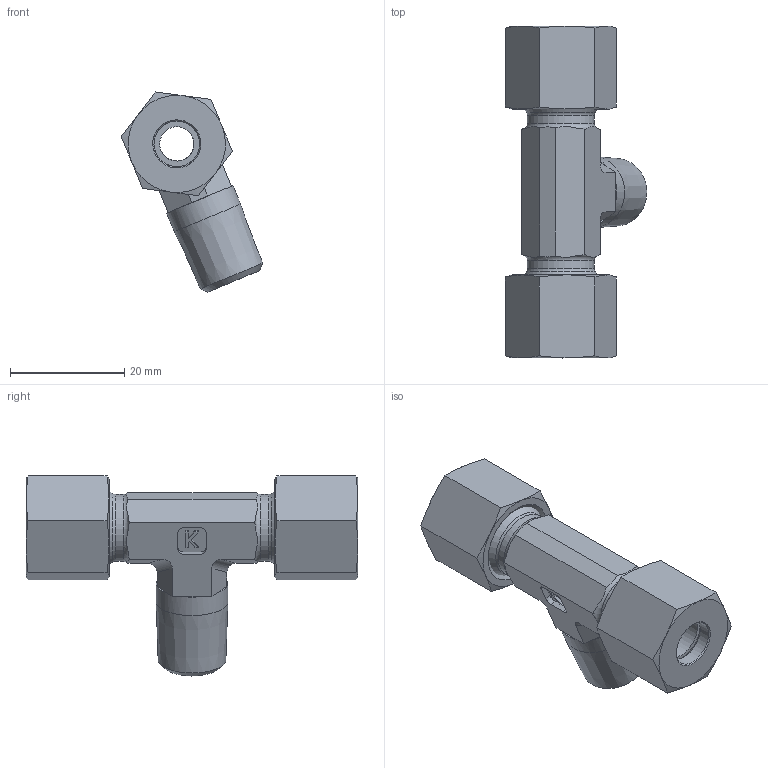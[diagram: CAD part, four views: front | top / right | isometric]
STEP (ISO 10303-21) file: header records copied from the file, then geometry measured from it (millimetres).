
FILE_DESCRIPTION((''),'2;1');
FILE_NAME('27002081214.stp','2014-08-21T15:23:13',(''),('KNOMI spol. s r. o.'),'Autodesk Inventor 2012','Autodesk Inventor 2012','');
FILE_SCHEMA(('AUTOMOTIVE_DESIGN { 1 2 10303 214 0 1 1 1 }'));
Length unit declared in the file: millimetre
Products named in the file (4): THCM2K  8LMkuž M12K/M14; 26002081214; 3910814; 40108
Assembly tree (5 placements, depth 2):
  THCM2K  8LMkuž M12K/M14
    26002081214
    3910814  x2
    40108  x2
Bounding box: 24.77 x 58 x 34.96 mm (x, y, z)
Volume: 10476.7 mm3; surface area: 8628.8 mm2
Topology: 5 solids, 5 shells, 158 faces, 387 edges, 247 vertices
Faces by surface type: plane 76, cone 47, cylinder 29, torus 6
Full cylindrical faces by diameter (mm): 6 x2, 8 x6, 10 x2, 11.7 x2, 12 x2, 12.376 x2, 12.532 x1, 14 x2
Entity records: 3724 total; most frequent: CARTESIAN_POINT 738, DIRECTION 581, ORIENTED_EDGE 514, EDGE_CURVE 257, AXIS2_PLACEMENT_3D 227, VERTEX_POINT 179, EDGE_LOOP 170, STYLED_ITEM 131
